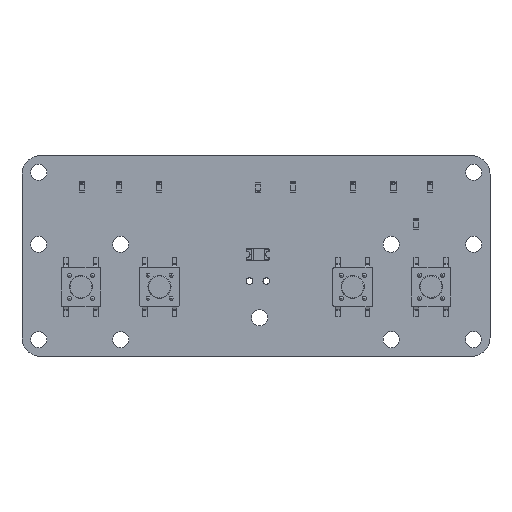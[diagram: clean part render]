
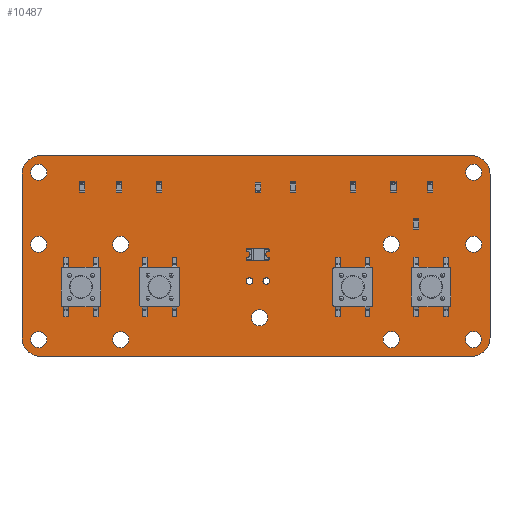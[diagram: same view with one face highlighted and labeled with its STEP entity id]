
A CAD part, top view. The second image highlights one B-rep face of the part: STEP entity #10487.
In plain terms, the highlighted planar face has unit normal (0, 0, 1).
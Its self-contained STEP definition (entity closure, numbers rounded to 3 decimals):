
#192=FACE_BOUND('',#1670,.T.);
#193=FACE_BOUND('',#1671,.T.);
#194=FACE_BOUND('',#1672,.T.);
#195=FACE_BOUND('',#1673,.T.);
#196=FACE_BOUND('',#1674,.T.);
#197=FACE_BOUND('',#1675,.T.);
#198=FACE_BOUND('',#1676,.T.);
#199=FACE_BOUND('',#1677,.T.);
#200=FACE_BOUND('',#1678,.T.);
#201=FACE_BOUND('',#1679,.T.);
#202=FACE_BOUND('',#1680,.T.);
#203=FACE_BOUND('',#1681,.T.);
#204=FACE_BOUND('',#1682,.T.);
#389=CIRCLE('',#11301,2.794);
#391=CIRCLE('',#11304,2.794);
#407=CIRCLE('',#11322,2.794);
#408=CIRCLE('',#11323,2.794);
#409=CIRCLE('',#11324,1.23);
#410=CIRCLE('',#11325,0.5);
#411=CIRCLE('',#11326,0.5);
#412=CIRCLE('',#11327,1.23);
#413=CIRCLE('',#11328,1.23);
#414=CIRCLE('',#11329,1.23);
#415=CIRCLE('',#11330,1.23);
#416=CIRCLE('',#11331,1.23);
#417=CIRCLE('',#11332,1.23);
#418=CIRCLE('',#11333,1.23);
#419=CIRCLE('',#11334,1.23);
#420=CIRCLE('',#11335,1.23);
#421=CIRCLE('',#11336,1.23);
#1057=FACE_OUTER_BOUND('',#1669,.T.);
#1669=EDGE_LOOP('',(#9219,#9220,#9221,#9222,#9223,#9224,#9225,#9226));
#1670=EDGE_LOOP('',(#9227));
#1671=EDGE_LOOP('',(#9228));
#1672=EDGE_LOOP('',(#9229));
#1673=EDGE_LOOP('',(#9230));
#1674=EDGE_LOOP('',(#9231));
#1675=EDGE_LOOP('',(#9232));
#1676=EDGE_LOOP('',(#9233));
#1677=EDGE_LOOP('',(#9234));
#1678=EDGE_LOOP('',(#9235));
#1679=EDGE_LOOP('',(#9236));
#1680=EDGE_LOOP('',(#9237));
#1681=EDGE_LOOP('',(#9238));
#1682=EDGE_LOOP('',(#9239));
#2874=LINE('',#17738,#4073);
#2880=LINE('',#17789,#4079);
#2881=LINE('',#17793,#4080);
#2882=LINE('',#17796,#4081);
#4073=VECTOR('',#13984,1.);
#4079=VECTOR('',#14036,1.);
#4080=VECTOR('',#14039,1.);
#4081=VECTOR('',#14042,1.);
#4999=VERTEX_POINT('',#17732);
#5001=VERTEX_POINT('',#17736);
#5003=VERTEX_POINT('',#17741);
#5005=VERTEX_POINT('',#17748);
#5023=VERTEX_POINT('',#17788);
#5024=VERTEX_POINT('',#17790);
#5025=VERTEX_POINT('',#17792);
#5026=VERTEX_POINT('',#17794);
#5027=VERTEX_POINT('',#17797);
#5028=VERTEX_POINT('',#17799);
#5029=VERTEX_POINT('',#17801);
#5030=VERTEX_POINT('',#17803);
#5031=VERTEX_POINT('',#17805);
#5032=VERTEX_POINT('',#17807);
#5033=VERTEX_POINT('',#17809);
#5034=VERTEX_POINT('',#17811);
#5035=VERTEX_POINT('',#17813);
#5036=VERTEX_POINT('',#17815);
#5037=VERTEX_POINT('',#17817);
#5038=VERTEX_POINT('',#17819);
#5039=VERTEX_POINT('',#17821);
#6404=EDGE_CURVE('',#4999,#5001,#2874,.T.);
#6407=EDGE_CURVE('',#5003,#4999,#389,.T.);
#6410=EDGE_CURVE('',#5001,#5005,#391,.T.);
#6429=EDGE_CURVE('',#5005,#5023,#2880,.T.);
#6430=EDGE_CURVE('',#5023,#5024,#407,.T.);
#6431=EDGE_CURVE('',#5024,#5025,#2881,.T.);
#6432=EDGE_CURVE('',#5025,#5026,#408,.T.);
#6433=EDGE_CURVE('',#5026,#5003,#2882,.T.);
#6434=EDGE_CURVE('',#5027,#5027,#409,.T.);
#6435=EDGE_CURVE('',#5028,#5028,#410,.T.);
#6436=EDGE_CURVE('',#5029,#5029,#411,.T.);
#6437=EDGE_CURVE('',#5030,#5030,#412,.T.);
#6438=EDGE_CURVE('',#5031,#5031,#413,.T.);
#6439=EDGE_CURVE('',#5032,#5032,#414,.T.);
#6440=EDGE_CURVE('',#5033,#5033,#415,.T.);
#6441=EDGE_CURVE('',#5034,#5034,#416,.T.);
#6442=EDGE_CURVE('',#5035,#5035,#417,.T.);
#6443=EDGE_CURVE('',#5036,#5036,#418,.T.);
#6444=EDGE_CURVE('',#5037,#5037,#419,.T.);
#6445=EDGE_CURVE('',#5038,#5038,#420,.T.);
#6446=EDGE_CURVE('',#5039,#5039,#421,.T.);
#9219=ORIENTED_EDGE('',*,*,#6404,.T.);
#9220=ORIENTED_EDGE('',*,*,#6410,.T.);
#9221=ORIENTED_EDGE('',*,*,#6429,.T.);
#9222=ORIENTED_EDGE('',*,*,#6430,.T.);
#9223=ORIENTED_EDGE('',*,*,#6431,.T.);
#9224=ORIENTED_EDGE('',*,*,#6432,.T.);
#9225=ORIENTED_EDGE('',*,*,#6433,.T.);
#9226=ORIENTED_EDGE('',*,*,#6407,.T.);
#9227=ORIENTED_EDGE('',*,*,#6434,.F.);
#9228=ORIENTED_EDGE('',*,*,#6435,.F.);
#9229=ORIENTED_EDGE('',*,*,#6436,.F.);
#9230=ORIENTED_EDGE('',*,*,#6437,.F.);
#9231=ORIENTED_EDGE('',*,*,#6438,.F.);
#9232=ORIENTED_EDGE('',*,*,#6439,.F.);
#9233=ORIENTED_EDGE('',*,*,#6440,.F.);
#9234=ORIENTED_EDGE('',*,*,#6441,.F.);
#9235=ORIENTED_EDGE('',*,*,#6442,.F.);
#9236=ORIENTED_EDGE('',*,*,#6443,.F.);
#9237=ORIENTED_EDGE('',*,*,#6444,.F.);
#9238=ORIENTED_EDGE('',*,*,#6445,.F.);
#9239=ORIENTED_EDGE('',*,*,#6446,.F.);
#9741=PLANE('',#11321);
#10487=ADVANCED_FACE('',(#1057,#192,#193,#194,#195,#196,#197,#198,#199,
#200,#201,#202,#203,#204),#9741,.T.);
#11301=AXIS2_PLACEMENT_3D('',#17744,#13990,#13991);
#11304=AXIS2_PLACEMENT_3D('',#17750,#13997,#13998);
#11321=AXIS2_PLACEMENT_3D('',#17787,#14034,#14035);
#11322=AXIS2_PLACEMENT_3D('',#17791,#14037,#14038);
#11323=AXIS2_PLACEMENT_3D('',#17795,#14040,#14041);
#11324=AXIS2_PLACEMENT_3D('',#17798,#14043,#14044);
#11325=AXIS2_PLACEMENT_3D('',#17800,#14045,#14046);
#11326=AXIS2_PLACEMENT_3D('',#17802,#14047,#14048);
#11327=AXIS2_PLACEMENT_3D('',#17804,#14049,#14050);
#11328=AXIS2_PLACEMENT_3D('',#17806,#14051,#14052);
#11329=AXIS2_PLACEMENT_3D('',#17808,#14053,#14054);
#11330=AXIS2_PLACEMENT_3D('',#17810,#14055,#14056);
#11331=AXIS2_PLACEMENT_3D('',#17812,#14057,#14058);
#11332=AXIS2_PLACEMENT_3D('',#17814,#14059,#14060);
#11333=AXIS2_PLACEMENT_3D('',#17816,#14061,#14062);
#11334=AXIS2_PLACEMENT_3D('',#17818,#14063,#14064);
#11335=AXIS2_PLACEMENT_3D('',#17820,#14065,#14066);
#11336=AXIS2_PLACEMENT_3D('',#17822,#14067,#14068);
#13984=DIRECTION('',(0.,1.,0.));
#13990=DIRECTION('center_axis',(0.,0.,1.));
#13991=DIRECTION('ref_axis',(1.,0.,0.));
#13997=DIRECTION('center_axis',(0.,0.,1.));
#13998=DIRECTION('ref_axis',(1.,0.,0.));
#14034=DIRECTION('center_axis',(0.,0.,1.));
#14035=DIRECTION('ref_axis',(1.,0.,0.));
#14036=DIRECTION('',(-1.,0.,0.));
#14037=DIRECTION('center_axis',(0.,0.,1.));
#14038=DIRECTION('ref_axis',(1.,0.,0.));
#14039=DIRECTION('',(0.,-1.,0.));
#14040=DIRECTION('center_axis',(0.,0.,1.));
#14041=DIRECTION('ref_axis',(1.,0.,0.));
#14042=DIRECTION('',(1.,0.,0.));
#14043=DIRECTION('center_axis',(0.,0.,1.));
#14044=DIRECTION('ref_axis',(1.,0.,0.));
#14045=DIRECTION('center_axis',(0.,0.,1.));
#14046=DIRECTION('ref_axis',(1.,0.,0.));
#14047=DIRECTION('center_axis',(0.,0.,1.));
#14048=DIRECTION('ref_axis',(1.,0.,0.));
#14049=DIRECTION('center_axis',(0.,0.,1.));
#14050=DIRECTION('ref_axis',(1.,0.,0.));
#14051=DIRECTION('center_axis',(0.,0.,1.));
#14052=DIRECTION('ref_axis',(1.,0.,0.));
#14053=DIRECTION('center_axis',(0.,0.,1.));
#14054=DIRECTION('ref_axis',(1.,0.,0.));
#14055=DIRECTION('center_axis',(0.,0.,1.));
#14056=DIRECTION('ref_axis',(1.,0.,0.));
#14057=DIRECTION('center_axis',(0.,0.,1.));
#14058=DIRECTION('ref_axis',(1.,0.,0.));
#14059=DIRECTION('center_axis',(0.,0.,1.));
#14060=DIRECTION('ref_axis',(1.,0.,0.));
#14061=DIRECTION('center_axis',(0.,0.,1.));
#14062=DIRECTION('ref_axis',(1.,0.,0.));
#14063=DIRECTION('center_axis',(0.,0.,1.));
#14064=DIRECTION('ref_axis',(1.,0.,0.));
#14065=DIRECTION('center_axis',(0.,0.,1.));
#14066=DIRECTION('ref_axis',(1.,0.,0.));
#14067=DIRECTION('center_axis',(0.,0.,1.));
#14068=DIRECTION('ref_axis',(1.,0.,0.));
#17732=CARTESIAN_POINT('',(225.997,-78.486,1.6));
#17736=CARTESIAN_POINT('',(225.997,-53.594,1.6));
#17738=CARTESIAN_POINT('',(225.997,-78.486,1.6));
#17741=CARTESIAN_POINT('',(223.203,-81.28,1.6));
#17744=CARTESIAN_POINT('Origin',(223.203,-78.486,1.6));
#17748=CARTESIAN_POINT('',(223.203,-50.8,1.6));
#17750=CARTESIAN_POINT('Origin',(223.203,-53.594,1.6));
#17787=CARTESIAN_POINT('Origin',(190.468,-66.04,1.6));
#17788=CARTESIAN_POINT('',(157.734,-50.8,1.6));
#17789=CARTESIAN_POINT('',(223.203,-50.8,1.6));
#17790=CARTESIAN_POINT('',(154.94,-53.594,1.6));
#17791=CARTESIAN_POINT('Origin',(157.734,-53.594,1.6));
#17792=CARTESIAN_POINT('',(154.94,-78.486,1.6));
#17793=CARTESIAN_POINT('',(154.94,-53.594,1.6));
#17794=CARTESIAN_POINT('',(157.734,-81.28,1.6));
#17795=CARTESIAN_POINT('Origin',(157.734,-78.486,1.6));
#17796=CARTESIAN_POINT('',(157.734,-81.28,1.6));
#17797=CARTESIAN_POINT('',(189.778,-75.438,1.6));
#17798=CARTESIAN_POINT('Origin',(191.008,-75.438,1.6));
#17799=CARTESIAN_POINT('',(191.524,-69.85,1.6));
#17800=CARTESIAN_POINT('Origin',(192.024,-69.85,1.6));
#17801=CARTESIAN_POINT('',(188.984,-69.85,1.6));
#17802=CARTESIAN_POINT('Origin',(189.484,-69.85,1.6));
#17803=CARTESIAN_POINT('',(168.689,-64.27,1.6));
#17804=CARTESIAN_POINT('Origin',(169.92,-64.27,1.6));
#17805=CARTESIAN_POINT('',(168.7,-78.74,1.6));
#17806=CARTESIAN_POINT('Origin',(169.93,-78.74,1.6));
#17807=CARTESIAN_POINT('',(222.24,-78.73,1.6));
#17808=CARTESIAN_POINT('Origin',(223.47,-78.73,1.6));
#17809=CARTESIAN_POINT('',(222.29,-64.262,1.6));
#17810=CARTESIAN_POINT('Origin',(223.52,-64.262,1.6));
#17811=CARTESIAN_POINT('',(209.759,-64.27,1.6));
#17812=CARTESIAN_POINT('Origin',(210.99,-64.27,1.6));
#17813=CARTESIAN_POINT('',(209.78,-78.73,1.6));
#17814=CARTESIAN_POINT('Origin',(211.01,-78.73,1.6));
#17815=CARTESIAN_POINT('',(156.25,-78.74,1.6));
#17816=CARTESIAN_POINT('Origin',(157.48,-78.74,1.6));
#17817=CARTESIAN_POINT('',(156.25,-64.262,1.6));
#17818=CARTESIAN_POINT('Origin',(157.48,-64.262,1.6));
#17819=CARTESIAN_POINT('',(156.25,-53.34,1.6));
#17820=CARTESIAN_POINT('Origin',(157.48,-53.34,1.6));
#17821=CARTESIAN_POINT('',(222.29,-53.34,1.6));
#17822=CARTESIAN_POINT('Origin',(223.52,-53.34,1.6));
